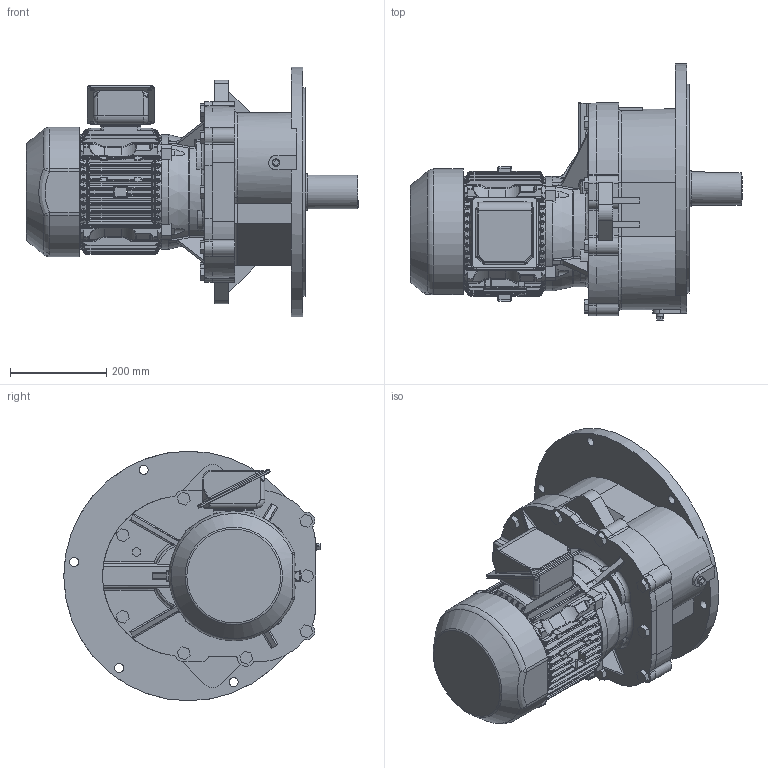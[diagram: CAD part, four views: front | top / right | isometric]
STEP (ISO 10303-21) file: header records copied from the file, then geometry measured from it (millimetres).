
FILE_DESCRIPTION (( 'STEP AP214' ), '1' );
FILE_NAME ('F1-27_V_EK2DO08347H001_defeature.STEP', '2022-06-02T01:34:06', ( 'Windows 餌辨濠' ), ( '' ), 'SwSTEP 2.0', 'SolidWorks 2021', '' );
FILE_SCHEMA (( 'AUTOMOTIVE_DESIGN' ));
Length unit declared in the file: millimetre
Products named in the file (1): F1-27_V_EK2DO08347H001_defeature
Bounding box: 691.6 x 534.15 x 520 mm (x, y, z)
Volume: 1193784.7 mm3; surface area: 1455627.6 mm2
Topology: 2 solids, 4 shells, 2976 faces, 7481 edges, 4450 vertices
Faces by surface type: cylinder 1094, bspline 847, plane 668, torus 185, sphere 96, cone 86
Full cylindrical faces by diameter (mm): 2.7 x2, 4 x1, 8 x4, 19 x6, 70 x1, 75 x3, 80 x2, 100 x1, 415 x1, 435 x1, 520 x1
Entity records: 118447 total; most frequent: CARTESIAN_POINT 53319, ORIENTED_EDGE 14790, DIRECTION 11958, EDGE_CURVE 7395, AXIS2_PLACEMENT_3D 4678, VERTEX_POINT 4415, EDGE_LOOP 3144, FACE_OUTER_BOUND 3083
